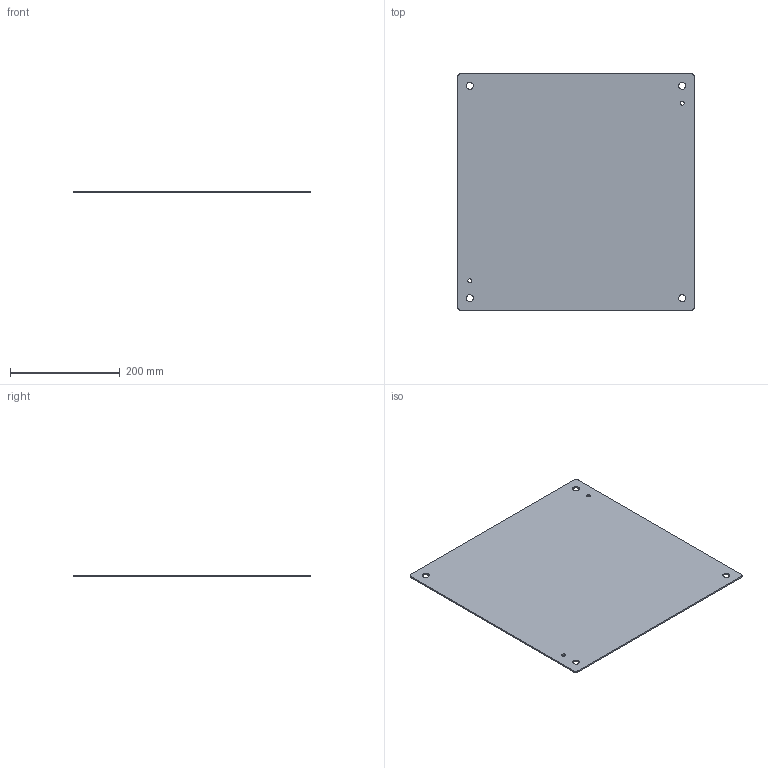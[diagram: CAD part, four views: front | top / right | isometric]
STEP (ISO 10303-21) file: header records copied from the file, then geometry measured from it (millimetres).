
FILE_DESCRIPTION (( 'STEP AP203' ), '1' );
FILE_NAME ('SCE-20P20SS.step', '2021-01-08T15:34:51', ( 'ADC123' ), ( 'Microsoft' ), 'SwSTEP 2.0', 'SolidWorks 2019', '' );
FILE_SCHEMA (( 'CONFIG_CONTROL_DESIGN' ));
Length unit declared in the file: inch
Products named in the file (1): SCE-20P20SS
Bounding box: 431.8 x 431.8 x 2.64 mm (x, y, z)
Volume: 490887.9 mm3; surface area: 376733.4 mm2
Topology: 1 solids, 1 shells, 22 faces, 60 edges, 40 vertices
Faces by surface type: bspline 16, plane 6
Entity records: 3579 total; most frequent: CARTESIAN_POINT 3027, ORIENTED_EDGE 120, EDGE_CURVE 60, DIRECTION 42, VERTEX_POINT 40, EDGE_LOOP 34, B_SPLINE_CURVE_WITH_KNOTS 32, VECTOR 28
